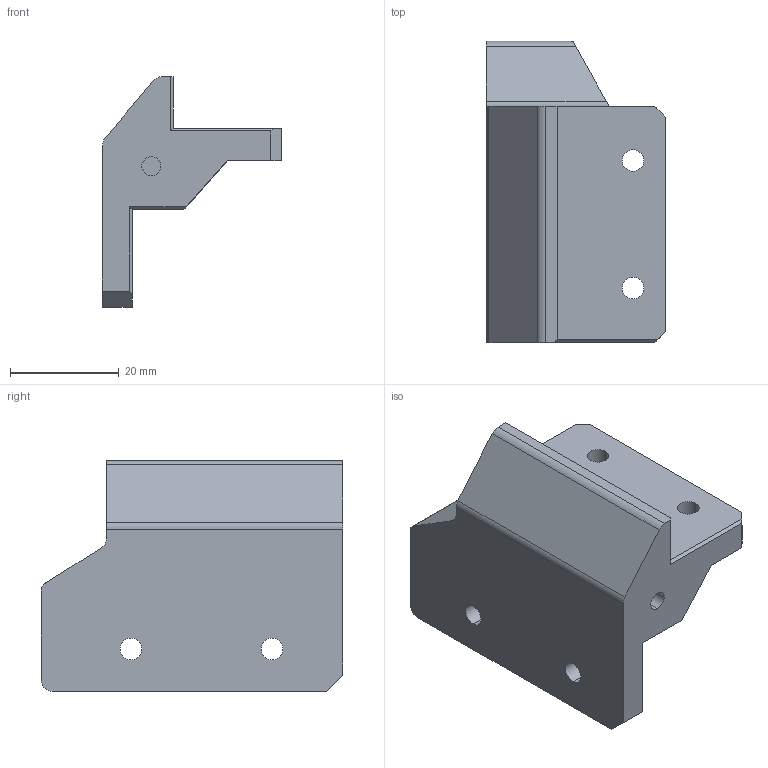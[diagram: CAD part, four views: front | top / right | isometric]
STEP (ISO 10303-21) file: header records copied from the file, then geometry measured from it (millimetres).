
FILE_DESCRIPTION (( 'STEP AP203' ), '1' );
FILE_NAME ('CornerL.STEP', '2019-10-12T23:58:52', ( '' ), ( '' ), 'SwSTEP 2.0', 'SolidWorks 2018', '' );
FILE_SCHEMA (( 'CONFIG_CONTROL_DESIGN' ));
Length unit declared in the file: millimetre
Products named in the file (1): CornerL
Bounding box: 33 x 55.5 x 42.5 mm (x, y, z)
Volume: 24847.6 mm3; surface area: 8402.1 mm2
Topology: 1 solids, 1 shells, 169 faces, 478 edges, 318 vertices
Faces by surface type: cylinder 102, plane 67
Entity records: 5651 total; most frequent: DIRECTION 1017, CARTESIAN_POINT 975, ORIENTED_EDGE 956, EDGE_CURVE 478, AXIS2_PLACEMENT_3D 372, VERTEX_POINT 318, VECTOR 273, LINE 273
